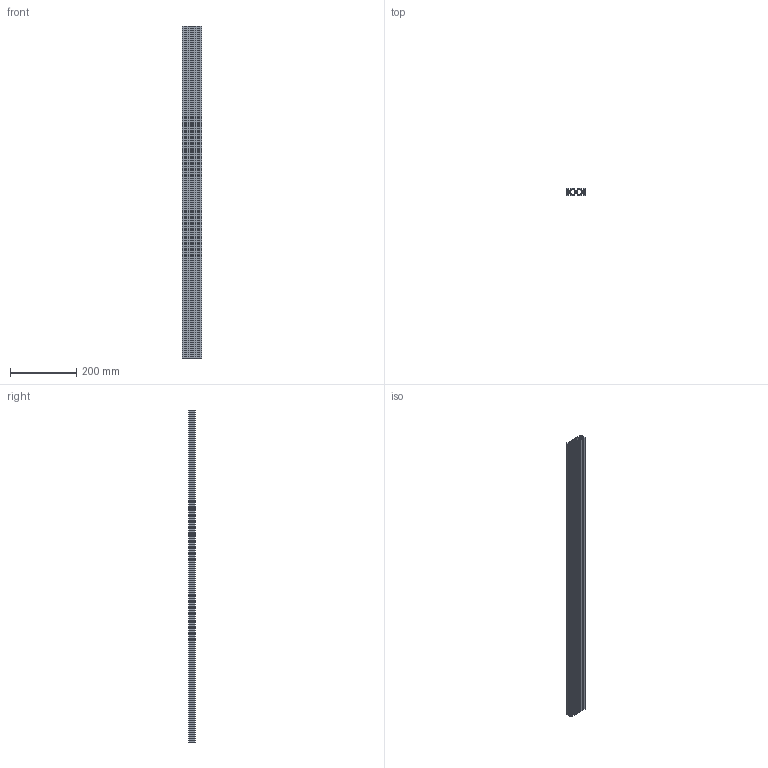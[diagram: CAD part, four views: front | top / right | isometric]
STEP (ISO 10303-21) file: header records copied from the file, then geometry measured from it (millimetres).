
FILE_DESCRIPTION (( 'STEP AP214' ), '1' );
FILE_NAME ('226SH Êîíñòðóêöèîííûé ïðîôèëü 20õ60SH.STEP', '2019-04-22T12:00:13', ( 'Ïîëüçîâàòåëü Windows' ), ( '' ), 'SwSTEP 2.0', 'SolidWorks 2018', '' );
FILE_SCHEMA (( 'AUTOMOTIVE_DESIGN' ));
Length unit declared in the file: millimetre
Products named in the file (1): 226SH Êîíñòðóêöèîííûé ïðîôèëü 20õ60SH
Bounding box: 60 x 20 x 1000 mm (x, y, z)
Volume: 478958.5 mm3; surface area: 426755.3 mm2
Topology: 1 solids, 1 shells, 308 faces, 918 edges, 612 vertices
Faces by surface type: plane 170, cylinder 138
Entity records: 10452 total; most frequent: CARTESIAN_POINT 1839, ORIENTED_EDGE 1836, DIRECTION 1812, EDGE_CURVE 918, VECTOR 642, LINE 642, VERTEX_POINT 612, AXIS2_PLACEMENT_3D 585
